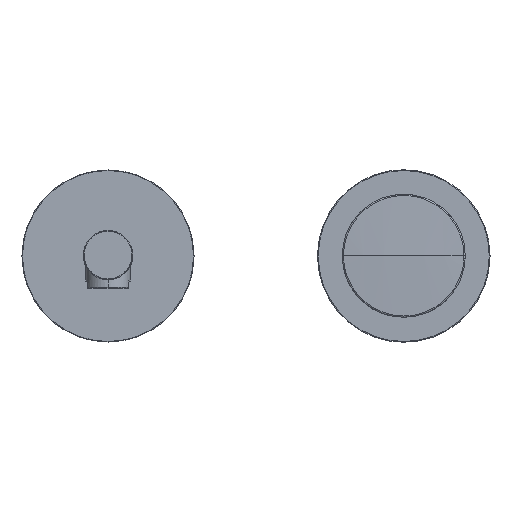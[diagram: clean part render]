
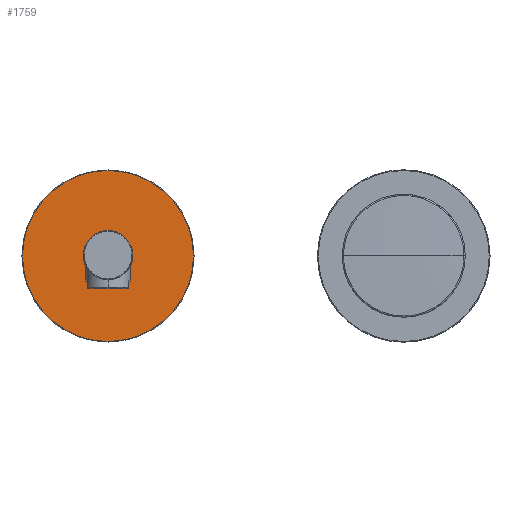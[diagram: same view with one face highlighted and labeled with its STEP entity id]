
A CAD part, top view. The second image highlights one B-rep face of the part: STEP entity #1759.
In plain terms, the highlighted face is planar.
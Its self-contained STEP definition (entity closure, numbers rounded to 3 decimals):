
#1401=CARTESIAN_POINT('',(0.,3.5,0.));
#1402=DIRECTION('',(0.,1.,0.));
#1403=DIRECTION('',(1.,0.,0.));
#1404=AXIS2_PLACEMENT_3D('',#1401,#1402,#1403);
#1409=CARTESIAN_POINT('',(0.,3.5,0.));
#1410=DIRECTION('',(0.,1.,0.));
#1411=DIRECTION('',(-1.,0.,0.));
#1412=AXIS2_PLACEMENT_3D('',#1409,#1410,#1411);
#1417=CARTESIAN_POINT('',(0.,3.5,0.));
#1418=DIRECTION('',(0.,1.,0.));
#1419=DIRECTION('',(-1.,0.,0.));
#1420=AXIS2_PLACEMENT_3D('',#1417,#1418,#1419);
#1425=CARTESIAN_POINT('',(0.,3.5,0.));
#1426=DIRECTION('',(0.,1.,0.));
#1427=DIRECTION('',(1.,0.,0.));
#1428=AXIS2_PLACEMENT_3D('',#1425,#1426,#1427);
#1609=CARTESIAN_POINT('',(34.7,3.5,0.));
#1610=CARTESIAN_POINT('',(-34.7,3.5,0.));
#1611=VERTEX_POINT('',#1609);
#1612=VERTEX_POINT('',#1610);
#1629=CARTESIAN_POINT('',(-9.,3.5,0.));
#1630=CARTESIAN_POINT('',(9.,3.5,0.));
#1631=VERTEX_POINT('',#1629);
#1632=VERTEX_POINT('',#1630);
#1743=CARTESIAN_POINT('',(0.,3.5,0.));
#1744=DIRECTION('',(0.,-1.,0.));
#1745=DIRECTION('',(-1.,0.,0.));
#1746=AXIS2_PLACEMENT_3D('',#1743,#1744,#1745);
#1747=PLANE('',#1746);
#1749=ORIENTED_EDGE('',*,*,#1748,.F.);
#1750=ORIENTED_EDGE('',*,*,#1726,.F.);
#1751=EDGE_LOOP('',(#1749,#1750));
#1752=FACE_OUTER_BOUND('',#1751,.F.);
#1754=ORIENTED_EDGE('',*,*,#1753,.T.);
#1756=ORIENTED_EDGE('',*,*,#1755,.T.);
#1757=EDGE_LOOP('',(#1754,#1756));
#1758=FACE_BOUND('',#1757,.F.);
#1759=ADVANCED_FACE('',(#1752,#1758),#1747,.F.);
#1405=CIRCLE('',#1404,34.7);
#1413=CIRCLE('',#1412,34.7);
#1421=CIRCLE('',#1420,9.);
#1429=CIRCLE('',#1428,9.);
#1726=EDGE_CURVE('',#1612,#1611,#1413,.T.);
#1748=EDGE_CURVE('',#1611,#1612,#1405,.T.);
#1753=EDGE_CURVE('',#1631,#1632,#1421,.T.);
#1755=EDGE_CURVE('',#1632,#1631,#1429,.T.);
